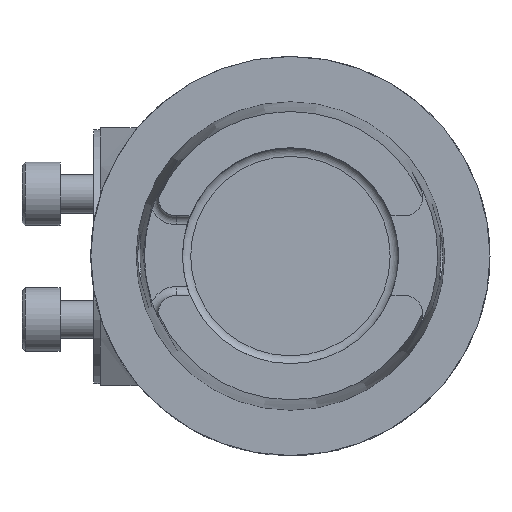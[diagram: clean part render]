
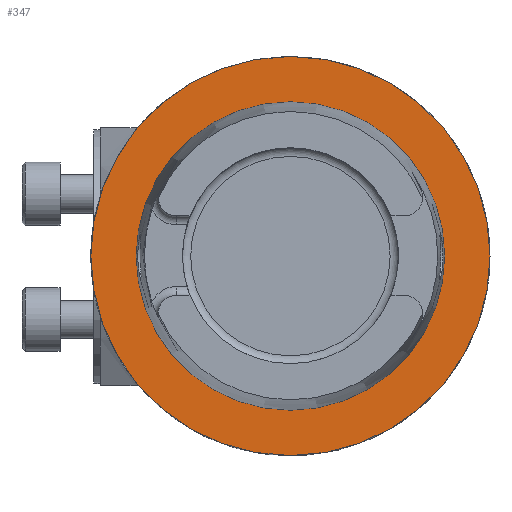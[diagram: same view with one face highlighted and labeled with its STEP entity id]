
A CAD part, top view. The second image highlights one B-rep face of the part: STEP entity #347.
In plain terms, the highlighted planar face has unit normal (0, 0, 1).
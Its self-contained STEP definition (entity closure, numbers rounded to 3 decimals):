
#70=FACE_BOUND('',#603,.T.);
#71=FACE_BOUND('',#604,.T.);
#156=CIRCLE('',#2008,31.47);
#170=CIRCLE('',#2038,24.321);
#347=ADVANCED_FACE('',(#70,#71),#443,.F.);
#443=PLANE('',#2040);
#603=EDGE_LOOP('',(#920));
#604=EDGE_LOOP('',(#921));
#920=ORIENTED_EDGE('',*,*,#1527,.F.);
#921=ORIENTED_EDGE('',*,*,#1591,.T.);
#1330=VERTEX_POINT('',#3207);
#1371=VERTEX_POINT('',#3477);
#1527=EDGE_CURVE('',#1330,#1330,#156,.T.);
#1591=EDGE_CURVE('',#1371,#1371,#170,.T.);
#2008=AXIS2_PLACEMENT_3D('',#3206,#2315,#2316);
#2038=AXIS2_PLACEMENT_3D('',#3476,#2405,#2406);
#2040=AXIS2_PLACEMENT_3D('',#3479,#2409,#2410);
#2315=DIRECTION('',(0.,0.,-1.));
#2316=DIRECTION('',(1.,0.,0.));
#2405=DIRECTION('',(0.,0.,-1.));
#2406=DIRECTION('',(1.,0.,0.));
#2409=DIRECTION('',(0.,0.,-1.));
#2410=DIRECTION('',(1.,0.,0.));
#3206=CARTESIAN_POINT('',(0.,0.,0.));
#3207=CARTESIAN_POINT('',(31.47,0.,0.));
#3476=CARTESIAN_POINT('',(0.,0.,0.));
#3477=CARTESIAN_POINT('',(24.321,0.,0.));
#3479=CARTESIAN_POINT('',(0.,-25.43,0.));
